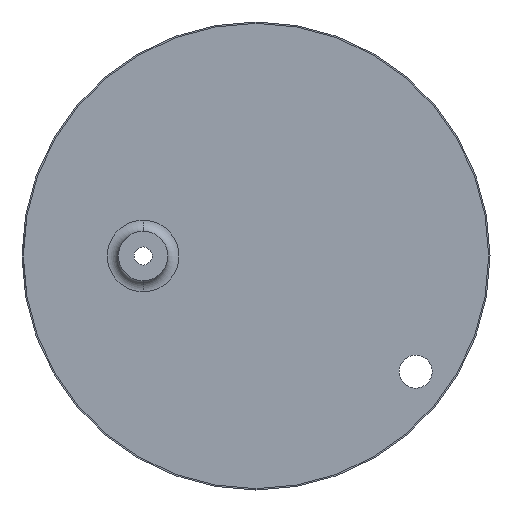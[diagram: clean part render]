
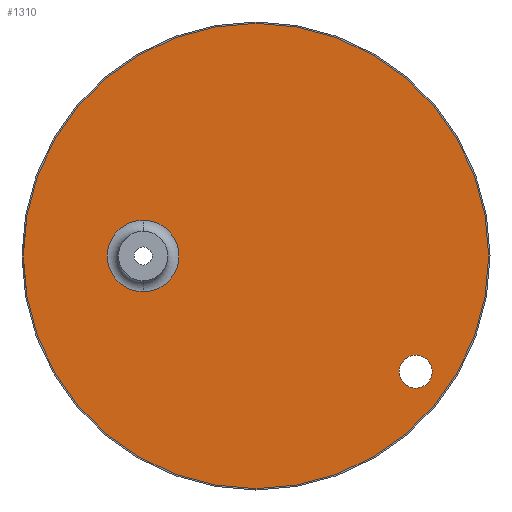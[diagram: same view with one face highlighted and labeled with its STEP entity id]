
A CAD part, left-side view. The second image highlights one B-rep face of the part: STEP entity #1310.
In plain terms, the highlighted planar face has unit normal (-1, 0, 0).
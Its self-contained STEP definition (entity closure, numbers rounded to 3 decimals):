
#3 = DIRECTION ( 'NONE',  ( 0., 0., -1. ) ) ;
#19 = VERTEX_POINT ( 'NONE', #234 ) ;
#39 = ORIENTED_EDGE ( 'NONE', *, *, #733, .T. ) ;
#71 = DIRECTION ( 'NONE',  ( -1., 0., 0. ) ) ;
#124 = AXIS2_PLACEMENT_3D ( 'NONE', #1058, #1308, #1089 ) ;
#175 = EDGE_CURVE ( 'NONE', #1263, #711, #1015, .T. ) ;
#203 = AXIS2_PLACEMENT_3D ( 'NONE', #646, #856, #772 ) ;
#204 = FACE_BOUND ( 'NONE', #910, .T. ) ;
#234 = CARTESIAN_POINT ( 'NONE',  ( -8., -29., -24. ) ) ;
#250 = AXIS2_PLACEMENT_3D ( 'NONE', #285, #71, #975 ) ;
#285 = CARTESIAN_POINT ( 'NONE',  ( -8., -29., -21. ) ) ;
#294 = CIRCLE ( 'NONE', #433, 42.25 ) ;
#295 = DIRECTION ( 'NONE',  ( -1., 0., 0. ) ) ;
#311 = PLANE ( 'NONE',  #604 ) ;
#341 = AXIS2_PLACEMENT_3D ( 'NONE', #750, #1430, #870 ) ;
#362 = ORIENTED_EDGE ( 'NONE', *, *, #559, .F. ) ;
#375 = AXIS2_PLACEMENT_3D ( 'NONE', #1010, #1247, #3 ) ;
#433 = AXIS2_PLACEMENT_3D ( 'NONE', #1330, #295, #645 ) ;
#524 = DIRECTION ( 'NONE',  ( 1., 0., 0. ) ) ;
#559 = EDGE_CURVE ( 'NONE', #19, #1434, #830, .T. ) ;
#604 = AXIS2_PLACEMENT_3D ( 'NONE', #639, #524, #1307 ) ;
#615 = CARTESIAN_POINT ( 'NONE',  ( -8., -29., -18. ) ) ;
#639 = CARTESIAN_POINT ( 'NONE',  ( -8., 16., 0. ) ) ;
#645 = DIRECTION ( 'NONE',  ( 0., 0., 1. ) ) ;
#646 = CARTESIAN_POINT ( 'NONE',  ( -8., 0., 0. ) ) ;
#678 = CARTESIAN_POINT ( 'NONE',  ( -8., 0., -42.25 ) ) ;
#711 = VERTEX_POINT ( 'NONE', #1100 ) ;
#733 = EDGE_CURVE ( 'NONE', #1256, #1150, #1413, .T. ) ;
#736 = FACE_BOUND ( 'NONE', #1281, .T. ) ;
#750 = CARTESIAN_POINT ( 'NONE',  ( -8., 20.5, 0. ) ) ;
#772 = DIRECTION ( 'NONE',  ( 0., 0., 1. ) ) ;
#794 = ORIENTED_EDGE ( 'NONE', *, *, #1387, .T. ) ;
#811 = ORIENTED_EDGE ( 'NONE', *, *, #175, .T. ) ;
#830 = CIRCLE ( 'NONE', #124, 3. ) ;
#843 = ORIENTED_EDGE ( 'NONE', *, *, #1415, .F. ) ;
#856 = DIRECTION ( 'NONE',  ( -1., 0., 0. ) ) ;
#860 = CIRCLE ( 'NONE', #341, 6.5 ) ;
#870 = DIRECTION ( 'NONE',  ( 0., 0., -1. ) ) ;
#910 = EDGE_LOOP ( 'NONE', ( #843, #362 ) ) ;
#975 = DIRECTION ( 'NONE',  ( 0., 0., 1. ) ) ;
#1010 = CARTESIAN_POINT ( 'NONE',  ( -8., 20.5, 0. ) ) ;
#1015 = CIRCLE ( 'NONE', #375, 6.5 ) ;
#1058 = CARTESIAN_POINT ( 'NONE',  ( -8., -29., -21. ) ) ;
#1089 = DIRECTION ( 'NONE',  ( 0., 0., 1. ) ) ;
#1093 = FACE_OUTER_BOUND ( 'NONE', #1178, .T. ) ;
#1100 = CARTESIAN_POINT ( 'NONE',  ( -8., 20.5, -6.5 ) ) ;
#1150 = VERTEX_POINT ( 'NONE', #678 ) ;
#1178 = EDGE_LOOP ( 'NONE', ( #39, #1442 ) ) ;
#1247 = DIRECTION ( 'NONE',  ( 1., 0., 0. ) ) ;
#1256 = VERTEX_POINT ( 'NONE', #1381 ) ;
#1263 = VERTEX_POINT ( 'NONE', #1406 ) ;
#1269 = CIRCLE ( 'NONE', #250, 3. ) ;
#1281 = EDGE_LOOP ( 'NONE', ( #794, #811 ) ) ;
#1307 = DIRECTION ( 'NONE',  ( 0., 0., -1. ) ) ;
#1308 = DIRECTION ( 'NONE',  ( -1., 0., 0. ) ) ;
#1310 = ADVANCED_FACE ( 'NONE', ( #204, #736, #1093 ), #311, .F. ) ;
#1330 = CARTESIAN_POINT ( 'NONE',  ( -8., 0., 0. ) ) ;
#1381 = CARTESIAN_POINT ( 'NONE',  ( -8., 0., 42.25 ) ) ;
#1387 = EDGE_CURVE ( 'NONE', #711, #1263, #860, .T. ) ;
#1402 = EDGE_CURVE ( 'NONE', #1150, #1256, #294, .T. ) ;
#1406 = CARTESIAN_POINT ( 'NONE',  ( -8., 20.5, 6.5 ) ) ;
#1413 = CIRCLE ( 'NONE', #203, 42.25 ) ;
#1415 = EDGE_CURVE ( 'NONE', #1434, #19, #1269, .T. ) ;
#1430 = DIRECTION ( 'NONE',  ( 1., 0., 0. ) ) ;
#1434 = VERTEX_POINT ( 'NONE', #615 ) ;
#1442 = ORIENTED_EDGE ( 'NONE', *, *, #1402, .T. ) ;
